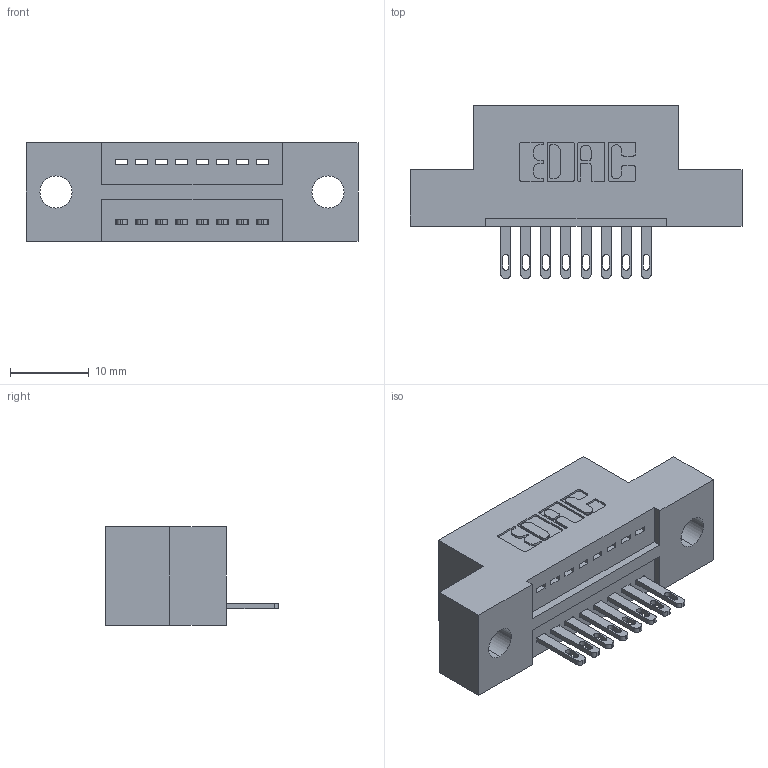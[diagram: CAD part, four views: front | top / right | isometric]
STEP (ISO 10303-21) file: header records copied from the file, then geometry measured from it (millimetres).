
FILE_DESCRIPTION (( 'STEP AP203' ), '1' );
FILE_NAME ('325-008-500-109.STEP', '2020-02-24T14:48:40', ( '' ), ( '' ), 'SwSTEP 2.0', 'SolidWorks 2016', '' );
FILE_SCHEMA (( 'CONFIG_CONTROL_DESIGN' ));
Length unit declared in the file: inch
Products named in the file (3): 325-008-500-109; 325-292-001_325-293-100; 325 Part_.160 TH
Assembly tree (9 placements, depth 2):
  325-008-500-109
    325 Part_.160 TH
    325-292-001_325-293-100  x8
Bounding box: 42.04 x 21.84 x 12.45 mm (x, y, z)
Volume: 4843.4 mm3; surface area: 4629.1 mm2
Topology: 9 solids, 9 shells, 546 faces, 1655 edges, 1102 vertices
Faces by surface type: plane 358, cylinder 188
Entity records: 9221 total; most frequent: CARTESIAN_POINT 1602, ORIENTED_EDGE 1546, DIRECTION 1421, EDGE_CURVE 773, LINE 641, VECTOR 641, VERTEX_POINT 514, AXIS2_PLACEMENT_3D 390
